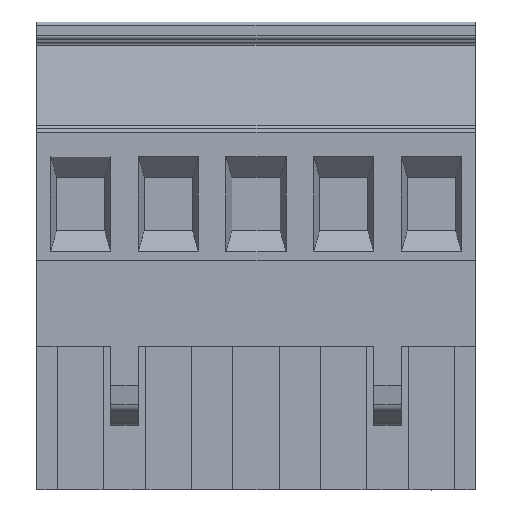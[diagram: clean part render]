
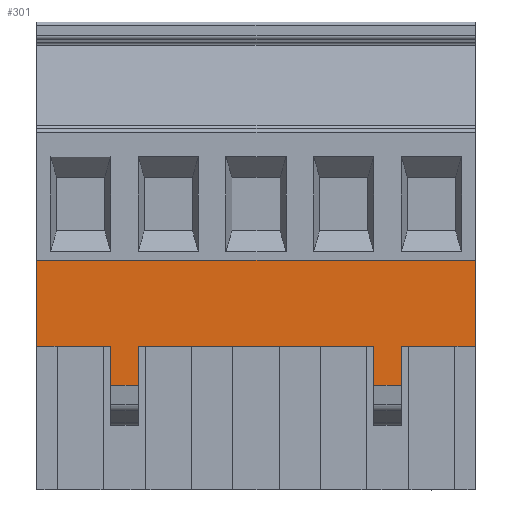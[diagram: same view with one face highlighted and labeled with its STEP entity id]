
A CAD part, top view. The second image highlights one B-rep face of the part: STEP entity #301.
In plain terms, the highlighted planar face has unit normal (0, 0, 1).
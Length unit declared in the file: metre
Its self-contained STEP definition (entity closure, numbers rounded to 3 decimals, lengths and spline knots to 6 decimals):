
#301=ADVANCED_FACE('',(#761),#762,.F.);
#761=FACE_OUTER_BOUND('',#1399,.T.);
#762=PLANE('',#1400);
#1399=EDGE_LOOP('',(#2222,#2223,#2224,#2225,#2226,#2227,#2228,#2229,#2230,#2231,#2232,#2233));
#1400=AXIS2_PLACEMENT_3D('',#2234,#2235,#2236);
#2222=ORIENTED_EDGE('',*,*,#3863,.T.);
#2223=ORIENTED_EDGE('',*,*,#3864,.T.);
#2224=ORIENTED_EDGE('',*,*,#3865,.F.);
#2225=ORIENTED_EDGE('',*,*,#3866,.T.);
#2226=ORIENTED_EDGE('',*,*,#3867,.T.);
#2227=ORIENTED_EDGE('',*,*,#3868,.F.);
#2228=ORIENTED_EDGE('',*,*,#3869,.T.);
#2229=ORIENTED_EDGE('',*,*,#3870,.T.);
#2230=ORIENTED_EDGE('',*,*,#3871,.T.);
#2231=ORIENTED_EDGE('',*,*,#3872,.T.);
#2232=ORIENTED_EDGE('',*,*,#3759,.T.);
#2233=ORIENTED_EDGE('',*,*,#3873,.F.);
#2234=CARTESIAN_POINT('',(0.127,0.,0.));
#2235=DIRECTION('',(0.,0.,-1.0));
#2236=DIRECTION('',(-1.0,0.0,0.));
#3759=EDGE_CURVE('',#4491,#4496,#4498,.T.);
#3863=EDGE_CURVE('',#4662,#4663,#4664,.T.);
#3864=EDGE_CURVE('',#4663,#4665,#4666,.T.);
#3865=EDGE_CURVE('',#4667,#4665,#4668,.T.);
#3866=EDGE_CURVE('',#4667,#4669,#4670,.T.);
#3867=EDGE_CURVE('',#4669,#4671,#4672,.T.);
#3868=EDGE_CURVE('',#4673,#4671,#4674,.T.);
#3869=EDGE_CURVE('',#4673,#4675,#4676,.T.);
#3870=EDGE_CURVE('',#4675,#4677,#4678,.T.);
#3871=EDGE_CURVE('',#4677,#4679,#4680,.T.);
#3872=EDGE_CURVE('',#4679,#4491,#4681,.T.);
#3873=EDGE_CURVE('',#4662,#4496,#4682,.T.);
#4491=VERTEX_POINT('',#5545);
#4496=VERTEX_POINT('',#5552);
#4498=LINE('',#5555,#5556);
#4662=VERTEX_POINT('',#5764);
#4663=VERTEX_POINT('',#5765);
#4664=LINE('',#5766,#5767);
#4665=VERTEX_POINT('',#5768);
#4666=LINE('',#5769,#5770);
#4667=VERTEX_POINT('',#5771);
#4668=LINE('',#5772,#5773);
#4669=VERTEX_POINT('',#5774);
#4670=LINE('',#5775,#5776);
#4671=VERTEX_POINT('',#5777);
#4672=LINE('',#5778,#5779);
#4673=VERTEX_POINT('',#5780);
#4674=LINE('',#5781,#5782);
#4675=VERTEX_POINT('',#5783);
#4676=LINE('',#5784,#5785);
#4677=VERTEX_POINT('',#5786);
#4678=LINE('',#5787,#5788);
#4679=VERTEX_POINT('',#5789);
#4680=LINE('',#5790,#5791);
#4681=LINE('',#5792,#5793);
#4682=LINE('',#5794,#5795);
#5545=CARTESIAN_POINT('',(0.00428,-0.002241,0.));
#5552=CARTESIAN_POINT('',(0.00588,-0.002241,0.));
#5555=CARTESIAN_POINT('',(0.03048,-0.002241,0.));
#5556=VECTOR('',#6855,1.0);
#5764=CARTESIAN_POINT('',(0.00588,0.,0.));
#5765=CARTESIAN_POINT('',(0.01952,0.,0.));
#5766=CARTESIAN_POINT('',(0.13208,0.,0.));
#5767=VECTOR('',#7005,1.0);
#5768=CARTESIAN_POINT('',(0.01952,-0.002241,0.));
#5769=CARTESIAN_POINT('',(0.01952,0.,0.));
#5770=VECTOR('',#7006,1.0);
#5771=CARTESIAN_POINT('',(0.02112,-0.002241,0.));
#5772=CARTESIAN_POINT('',(0.0254,-0.002241,0.));
#5773=VECTOR('',#7007,1.0);
#5774=CARTESIAN_POINT('',(0.02112,0.,0.));
#5775=CARTESIAN_POINT('',(0.02112,-0.003254,0.));
#5776=VECTOR('',#7008,1.0);
#5777=CARTESIAN_POINT('',(0.0254,0.,0.));
#5778=CARTESIAN_POINT('',(0.03556,0.,0.));
#5779=VECTOR('',#7009,1.0);
#5780=CARTESIAN_POINT('',(0.0254,0.005,0.));
#5781=CARTESIAN_POINT('',(0.0254,0.,0.));
#5782=VECTOR('',#7010,1.0);
#5783=CARTESIAN_POINT('',(0.,0.005,0.));
#5784=CARTESIAN_POINT('',(0.127002,0.005,0.));
#5785=VECTOR('',#7011,1.0);
#5786=CARTESIAN_POINT('',(0.,0.,0.));
#5787=CARTESIAN_POINT('',(0.,0.0,0.));
#5788=VECTOR('',#7012,1.0);
#5789=CARTESIAN_POINT('',(0.00428,0.,0.));
#5790=CARTESIAN_POINT('',(0.0254,0.,0.));
#5791=VECTOR('',#7013,1.0);
#5792=CARTESIAN_POINT('',(0.00428,-0.003254,0.));
#5793=VECTOR('',#7014,1.0);
#5794=CARTESIAN_POINT('',(0.00588,0.,0.));
#5795=VECTOR('',#7015,1.0);
#6855=DIRECTION('',(1.0,0.,0.));
#7005=DIRECTION('',(1.0,0.,0.));
#7006=DIRECTION('',(0.,-1.0,0.));
#7007=DIRECTION('',(-1.0,0.,0.));
#7008=DIRECTION('',(0.,1.0,0.));
#7009=DIRECTION('',(1.0,0.,0.));
#7010=DIRECTION('',(0.,-1.0,0.));
#7011=DIRECTION('',(-1.0,0.,0.));
#7012=DIRECTION('',(0.,-1.0,0.));
#7013=DIRECTION('',(1.0,0.,0.));
#7014=DIRECTION('',(0.,-1.0,0.));
#7015=DIRECTION('',(0.,-1.0,0.));
